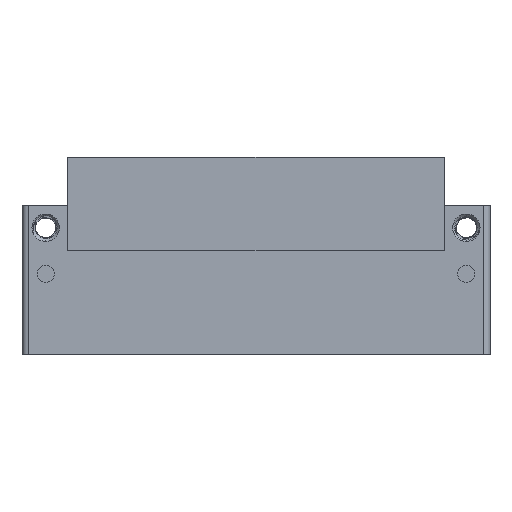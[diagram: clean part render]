
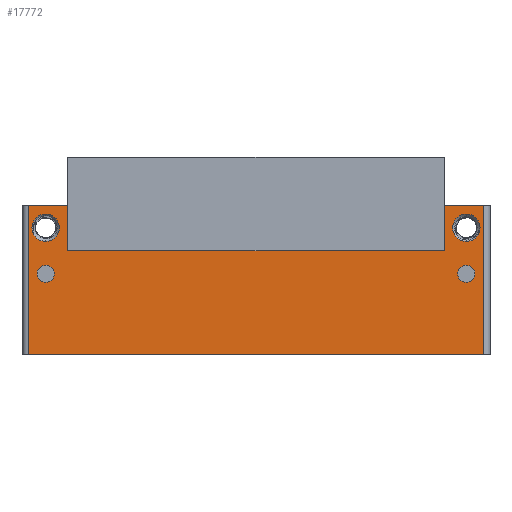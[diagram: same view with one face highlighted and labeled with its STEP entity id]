
A CAD part, top view. The second image highlights one B-rep face of the part: STEP entity #17772.
In plain terms, the highlighted planar face has unit normal (0, 0, 1).
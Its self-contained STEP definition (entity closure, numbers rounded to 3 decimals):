
#905=DIRECTION('',(1.,0.,0.));
#906=VECTOR('',#905,2.29);
#907=CARTESIAN_POINT('',(11.015,0.,0.));
#908=LINE('',#907,#906);
#939=DIRECTION('',(1.,0.,0.));
#940=VECTOR('',#939,26.61);
#941=CARTESIAN_POINT('',(-13.305,-8.74,0.));
#942=LINE('',#941,#940);
#943=DIRECTION('',(-1.,0.,0.));
#944=VECTOR('',#943,22.03);
#945=CARTESIAN_POINT('',(11.015,-2.68,0.));
#946=LINE('',#945,#944);
#947=DIRECTION('',(0.,-1.,0.));
#948=VECTOR('',#947,2.68);
#949=CARTESIAN_POINT('',(11.015,0.,0.));
#950=LINE('',#949,#948);
#951=CARTESIAN_POINT('',(-12.32,-4.02,0.));
#952=DIRECTION('',(0.,0.,-1.));
#953=DIRECTION('',(0.,1.,0.));
#954=AXIS2_PLACEMENT_3D('',#951,#952,#953);
#956=CARTESIAN_POINT('',(-12.32,-4.02,0.));
#957=DIRECTION('',(0.,0.,-1.));
#958=DIRECTION('',(0.,-1.,0.));
#959=AXIS2_PLACEMENT_3D('',#956,#957,#958);
#961=CARTESIAN_POINT('',(12.32,-4.02,0.));
#962=DIRECTION('',(0.,0.,-1.));
#963=DIRECTION('',(0.,1.,0.));
#964=AXIS2_PLACEMENT_3D('',#961,#962,#963);
#966=CARTESIAN_POINT('',(12.32,-4.02,0.));
#967=DIRECTION('',(0.,0.,-1.));
#968=DIRECTION('',(0.,-1.,0.));
#969=AXIS2_PLACEMENT_3D('',#966,#967,#968);
#971=CARTESIAN_POINT('',(-12.32,-1.32,0.));
#972=DIRECTION('',(0.,0.,-1.));
#973=DIRECTION('',(0.,1.,0.));
#974=AXIS2_PLACEMENT_3D('',#971,#972,#973);
#976=CARTESIAN_POINT('',(-12.32,-1.32,0.));
#977=DIRECTION('',(0.,0.,-1.));
#978=DIRECTION('',(0.,-1.,0.));
#979=AXIS2_PLACEMENT_3D('',#976,#977,#978);
#981=CARTESIAN_POINT('',(12.32,-1.32,0.));
#982=DIRECTION('',(0.,0.,-1.));
#983=DIRECTION('',(0.,1.,0.));
#984=AXIS2_PLACEMENT_3D('',#981,#982,#983);
#986=CARTESIAN_POINT('',(12.32,-1.32,0.));
#987=DIRECTION('',(0.,0.,-1.));
#988=DIRECTION('',(0.,-1.,0.));
#989=AXIS2_PLACEMENT_3D('',#986,#987,#988);
#2839=DIRECTION('',(0.,-1.,0.));
#2840=VECTOR('',#2839,8.74);
#2841=CARTESIAN_POINT('',(13.305,0.,0.));
#2842=LINE('',#2841,#2840);
#2892=DIRECTION('',(1.,0.,0.));
#2893=VECTOR('',#2892,2.29);
#2894=CARTESIAN_POINT('',(-13.305,0.,0.));
#2895=LINE('',#2894,#2893);
#2929=DIRECTION('',(0.,1.,0.));
#2930=VECTOR('',#2929,8.74);
#2931=CARTESIAN_POINT('',(-13.305,-8.74,0.));
#2932=LINE('',#2931,#2930);
#4545=DIRECTION('',(0.,-1.,0.));
#4546=VECTOR('',#4545,2.68);
#4547=CARTESIAN_POINT('',(-11.015,0.,0.));
#4548=LINE('',#4547,#4546);
#14581=CARTESIAN_POINT('',(-12.32,-0.52,0.));
#14582=CARTESIAN_POINT('',(-12.32,-2.12,0.));
#14583=VERTEX_POINT('',#14581);
#14584=VERTEX_POINT('',#14582);
#15118=CARTESIAN_POINT('',(12.32,-3.52,0.));
#15119=CARTESIAN_POINT('',(12.32,-4.52,0.));
#15120=VERTEX_POINT('',#15118);
#15121=VERTEX_POINT('',#15119);
#15197=CARTESIAN_POINT('',(-11.015,-2.68,0.));
#15198=VERTEX_POINT('',#15197);
#15347=CARTESIAN_POINT('',(-12.32,-4.52,0.));
#15349=VERTEX_POINT('',#15347);
#15555=CARTESIAN_POINT('',(-12.32,-3.52,0.));
#15556=VERTEX_POINT('',#15555);
#15564=CARTESIAN_POINT('',(11.015,0.,0.));
#15565=CARTESIAN_POINT('',(11.015,-2.68,0.));
#15566=VERTEX_POINT('',#15564);
#15567=VERTEX_POINT('',#15565);
#15667=CARTESIAN_POINT('',(13.305,0.,0.));
#15668=VERTEX_POINT('',#15667);
#15677=CARTESIAN_POINT('',(-13.305,-8.74,0.));
#15679=VERTEX_POINT('',#15677);
#15915=CARTESIAN_POINT('',(-13.305,0.,0.));
#15916=VERTEX_POINT('',#15915);
#16382=CARTESIAN_POINT('',(12.32,-0.52,0.));
#16383=VERTEX_POINT('',#16382);
#16576=CARTESIAN_POINT('',(12.32,-2.12,0.));
#16577=VERTEX_POINT('',#16576);
#16604=CARTESIAN_POINT('',(13.305,-8.74,0.));
#16605=VERTEX_POINT('',#16604);
#16938=CARTESIAN_POINT('',(-11.015,0.,0.));
#16939=VERTEX_POINT('',#16938);
#17728=CARTESIAN_POINT('',(13.705,-8.74,0.));
#17729=DIRECTION('',(0.,0.,-1.));
#17730=DIRECTION('',(0.,-1.,0.));
#17731=AXIS2_PLACEMENT_3D('',#17728,#17729,#17730);
#17732=PLANE('',#17731);
#17734=ORIENTED_EDGE('',*,*,#17733,.F.);
#17736=ORIENTED_EDGE('',*,*,#17735,.T.);
#17738=ORIENTED_EDGE('',*,*,#17737,.T.);
#17740=ORIENTED_EDGE('',*,*,#17739,.T.);
#17741=ORIENTED_EDGE('',*,*,#17683,.F.);
#17742=ORIENTED_EDGE('',*,*,#17699,.F.);
#17743=ORIENTED_EDGE('',*,*,#17710,.T.);
#17745=ORIENTED_EDGE('',*,*,#17744,.T.);
#17746=EDGE_LOOP('',(#17734,#17736,#17738,#17740,#17741,#17742,#17743,#17745));
#17747=FACE_OUTER_BOUND('',#17746,.F.);
#17749=ORIENTED_EDGE('',*,*,#17748,.F.);
#17751=ORIENTED_EDGE('',*,*,#17750,.F.);
#17752=EDGE_LOOP('',(#17749,#17751));
#17753=FACE_BOUND('',#17752,.F.);
#17755=ORIENTED_EDGE('',*,*,#17754,.F.);
#17757=ORIENTED_EDGE('',*,*,#17756,.F.);
#17758=EDGE_LOOP('',(#17755,#17757));
#17759=FACE_BOUND('',#17758,.F.);
#17761=ORIENTED_EDGE('',*,*,#17760,.F.);
#17763=ORIENTED_EDGE('',*,*,#17762,.F.);
#17764=EDGE_LOOP('',(#17761,#17763));
#17765=FACE_BOUND('',#17764,.F.);
#17767=ORIENTED_EDGE('',*,*,#17766,.F.);
#17769=ORIENTED_EDGE('',*,*,#17768,.F.);
#17770=EDGE_LOOP('',(#17767,#17769));
#17771=FACE_BOUND('',#17770,.F.);
#955=CIRCLE('',#954,0.5);
#960=CIRCLE('',#959,0.5);
#965=CIRCLE('',#964,0.5);
#970=CIRCLE('',#969,0.5);
#975=CIRCLE('',#974,0.8);
#980=CIRCLE('',#979,0.8);
#985=CIRCLE('',#984,0.8);
#990=CIRCLE('',#989,0.8);
#17683=EDGE_CURVE('',#15567,#15198,#946,.T.);
#17699=EDGE_CURVE('',#15566,#15567,#950,.T.);
#17710=EDGE_CURVE('',#15566,#15668,#908,.T.);
#17733=EDGE_CURVE('',#15679,#16605,#942,.T.);
#17735=EDGE_CURVE('',#15679,#15916,#2932,.T.);
#17737=EDGE_CURVE('',#15916,#16939,#2895,.T.);
#17739=EDGE_CURVE('',#16939,#15198,#4548,.T.);
#17744=EDGE_CURVE('',#15668,#16605,#2842,.T.);
#17748=EDGE_CURVE('',#15556,#15349,#955,.T.);
#17750=EDGE_CURVE('',#15349,#15556,#960,.T.);
#17754=EDGE_CURVE('',#15120,#15121,#965,.T.);
#17756=EDGE_CURVE('',#15121,#15120,#970,.T.);
#17760=EDGE_CURVE('',#14583,#14584,#975,.T.);
#17762=EDGE_CURVE('',#14584,#14583,#980,.T.);
#17766=EDGE_CURVE('',#16383,#16577,#985,.T.);
#17768=EDGE_CURVE('',#16577,#16383,#990,.T.);
#17772=ADVANCED_FACE('',(#17747,#17753,#17759,#17765,#17771),#17732,.F.);
